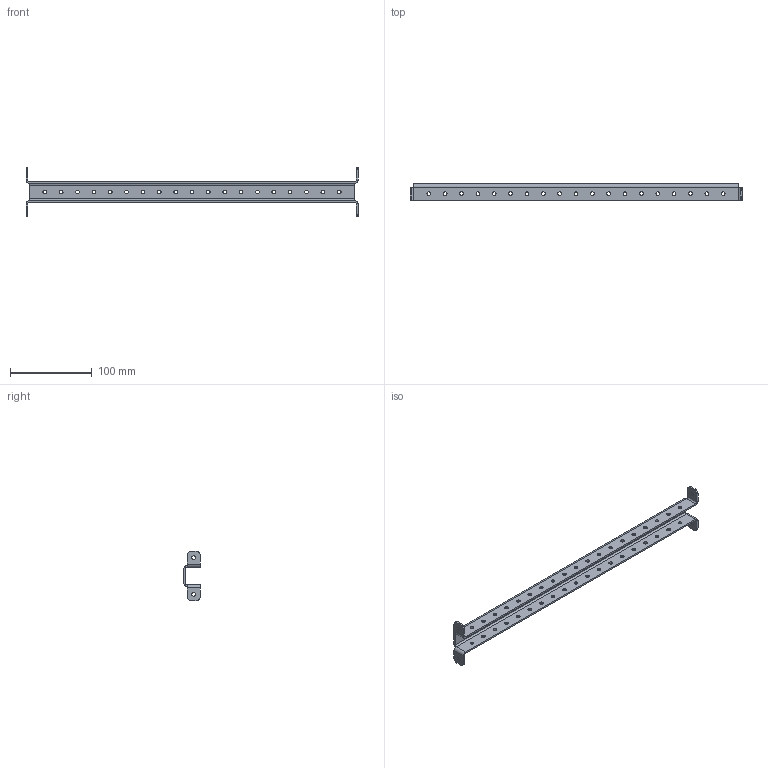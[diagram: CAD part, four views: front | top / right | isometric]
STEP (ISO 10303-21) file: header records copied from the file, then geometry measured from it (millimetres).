
FILE_DESCRIPTION(/* description */ (''),/* implementation_level */ '2;1');
FILE_NAME(/* name */ 'ROVER6_FRAME_CENTRAL_BRAKET.step',/* time_stamp */ '2024-07-21T23:28:24+03:00',/* author */ (''),/* organization */ (''),/* preprocessor_version */ 'ST-DEVELOPER v20',/* originating_system */ 'Autodesk Translation Framework v13.14.0.145',/* authorisation */ '');
FILE_SCHEMA (('AUTOMOTIVE_DESIGN { 1 0 10303 214 3 1 1 }'));
Length unit declared in the file: millimetre
Products named in the file (1): ROVER6_FRAME_CENTRAL_BRAKET
Bounding box: 406 x 20 x 61 mm (x, y, z)
Volume: 47131.1 mm3; surface area: 50978.6 mm2
Topology: 1 solids, 1 shells, 119 faces, 311 edges, 194 vertices
Faces by surface type: cylinder 81, plane 38
Full cylindrical faces by diameter (mm): 4.5 x61
Entity records: 3964 total; most frequent: DIRECTION 713, CARTESIAN_POINT 625, ORIENTED_EDGE 622, EDGE_CURVE 311, AXIS2_PLACEMENT_3D 282, EDGE_LOOP 241, VERTEX_POINT 194, CIRCLE 162
